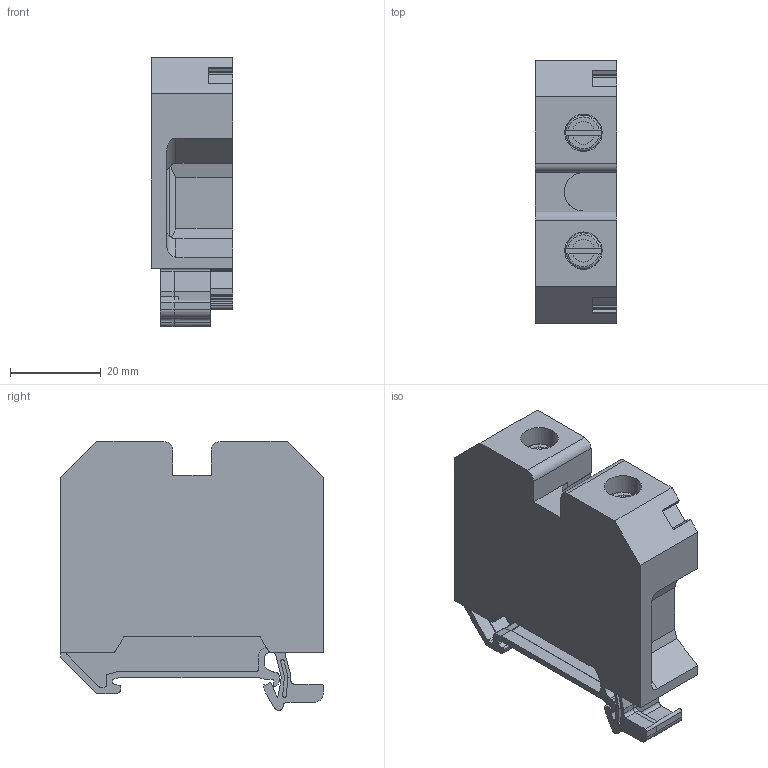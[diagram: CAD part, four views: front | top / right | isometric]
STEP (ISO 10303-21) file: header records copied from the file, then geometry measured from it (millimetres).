
FILE_DESCRIPTION(('CATIA V5 STEP Exchange','CAx-IF Rec.Pracs.--- Model Styling and Organization---1.4--- 2014-01-23'),'2;1');
FILE_NAME ('001926-3_1', '2021-06-15T05:00:17+00:00', ('none'), ('Weidmueller'), 'CATIA Version 5-6 Release 2016 SP3 HF44', 'CATIA V5 STEP AP214', 'none');
FILE_SCHEMA(('AUTOMOTIVE_DESIGN { 1 0 10303 214 1 1 1 1 }'));
Length unit declared in the file: millimetre
Products named in the file (1): 0380760000
Bounding box: 17.9 x 58 x 59.35 mm (x, y, z)
Volume: 39632.2 mm3; surface area: 13596.4 mm2
Topology: 3 solids, 3 shells, 297 faces, 844 edges, 559 vertices
Faces by surface type: plane 175, cylinder 102, torus 12, extrusion 6, bspline 1, cone 1
Entity records: 9684 total; most frequent: CARTESIAN_POINT 2274, ORIENTED_EDGE 1688, DIRECTION 1258, EDGE_CURVE 844, VECTOR 569, LINE 563, VERTEX_POINT 559, AXIS2_PLACEMENT_3D 442
